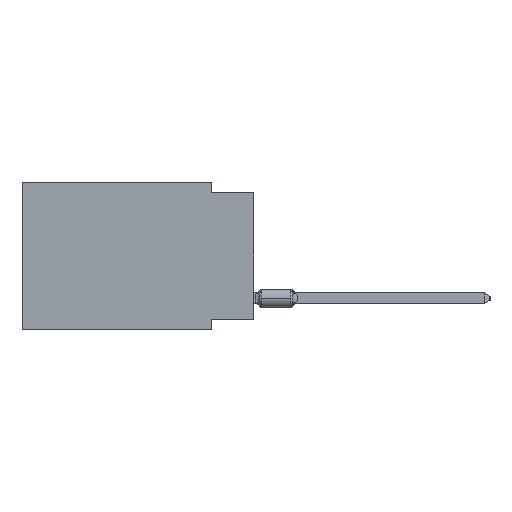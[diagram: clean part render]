
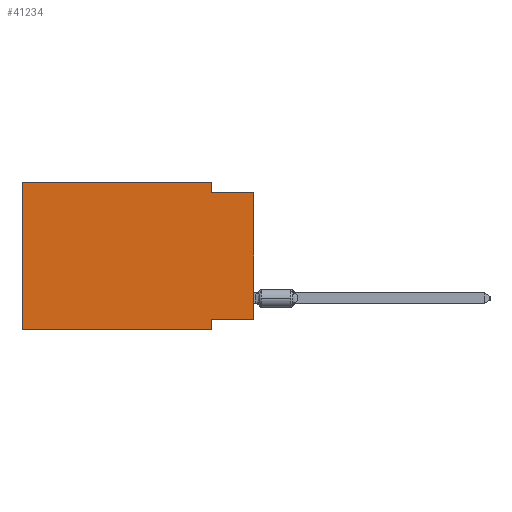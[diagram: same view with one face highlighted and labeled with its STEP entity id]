
A CAD part, left-side view. The second image highlights one B-rep face of the part: STEP entity #41234.
In plain terms, the highlighted planar face has unit normal (-1, 0, 0).
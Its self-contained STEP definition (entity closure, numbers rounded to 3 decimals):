
#599 = VERTEX_POINT ( 'NONE', #16012 ) ;
#779 = VERTEX_POINT ( 'NONE', #70693 ) ;
#2461 = CARTESIAN_POINT ( 'NONE',  ( 0., 2.54, -0.635 ) ) ;
#2964 = CARTESIAN_POINT ( 'NONE',  ( 0., 13.97, 0. ) ) ;
#5580 = ORIENTED_EDGE ( 'NONE', *, *, #64609, .F. ) ;
#5873 = LINE ( 'NONE', #28550, #55571 ) ;
#6317 = VECTOR ( 'NONE', #25659, 1000. ) ;
#6565 = LINE ( 'NONE', #31813, #69413 ) ;
#7136 = VERTEX_POINT ( 'NONE', #37502 ) ;
#8536 = DIRECTION ( 'NONE',  ( 0., 0., -1. ) ) ;
#9467 = VERTEX_POINT ( 'NONE', #2461 ) ;
#10126 = CARTESIAN_POINT ( 'NONE',  ( 0., 2.54, -8.89 ) ) ;
#11391 = LINE ( 'NONE', #39551, #66022 ) ;
#11748 = ORIENTED_EDGE ( 'NONE', *, *, #57222, .T. ) ;
#11987 = VERTEX_POINT ( 'NONE', #30816 ) ;
#13450 = VECTOR ( 'NONE', #58345, 1000. ) ;
#13674 = LINE ( 'NONE', #23654, #46154 ) ;
#13760 = LINE ( 'NONE', #47382, #13450 ) ;
#13829 = VECTOR ( 'NONE', #8536, 1000. ) ;
#15253 = CARTESIAN_POINT ( 'NONE',  ( 0., 13.97, -8.89 ) ) ;
#15977 = EDGE_CURVE ( 'NONE', #599, #9467, #11391, .T. ) ;
#16012 = CARTESIAN_POINT ( 'NONE',  ( 0., 2.54, 0. ) ) ;
#17542 = DIRECTION ( 'NONE',  ( 0., 1., 0. ) ) ;
#20498 = VERTEX_POINT ( 'NONE', #10126 ) ;
#21070 = CARTESIAN_POINT ( 'NONE',  ( 0., 13.97, -8.89 ) ) ;
#21610 = VERTEX_POINT ( 'NONE', #60899 ) ;
#21903 = DIRECTION ( 'NONE',  ( 1., 0., 0. ) ) ;
#23348 = DIRECTION ( 'NONE',  ( 0., 0., -1. ) ) ;
#23654 = CARTESIAN_POINT ( 'NONE',  ( 0., 0., -0.635 ) ) ;
#25659 = DIRECTION ( 'NONE',  ( 0., -1., 0. ) ) ;
#25758 = ORIENTED_EDGE ( 'NONE', *, *, #65295, .T. ) ;
#26226 = VERTEX_POINT ( 'NONE', #15253 ) ;
#28550 = CARTESIAN_POINT ( 'NONE',  ( 0., 13.97, 0. ) ) ;
#30589 = EDGE_CURVE ( 'NONE', #26226, #21610, #5873, .T. ) ;
#30816 = CARTESIAN_POINT ( 'NONE',  ( 0., 0., -8.255 ) ) ;
#31813 = CARTESIAN_POINT ( 'NONE',  ( 0., 0., -8.255 ) ) ;
#33241 = PLANE ( 'NONE',  #62557 ) ;
#36338 = LINE ( 'NONE', #58610, #13829 ) ;
#36989 = LINE ( 'NONE', #2964, #6317 ) ;
#37502 = CARTESIAN_POINT ( 'NONE',  ( 0., 2.54, -8.255 ) ) ;
#39551 = CARTESIAN_POINT ( 'NONE',  ( 0., 2.54, 0. ) ) ;
#40575 = ORIENTED_EDGE ( 'NONE', *, *, #52864, .F. ) ;
#41234 = ADVANCED_FACE ( 'NONE', ( #50053 ), #33241, .F. ) ;
#42760 = ORIENTED_EDGE ( 'NONE', *, *, #49679, .F. ) ;
#44648 = DIRECTION ( 'NONE',  ( 0., 0., 1. ) ) ;
#45179 = EDGE_LOOP ( 'NONE', ( #25758, #63896, #48669, #40575, #70197, #11748, #42760, #5580 ) ) ;
#46154 = VECTOR ( 'NONE', #59327, 1000. ) ;
#46511 = EDGE_CURVE ( 'NONE', #9467, #779, #13674, .T. ) ;
#47382 = CARTESIAN_POINT ( 'NONE',  ( 0., 0., 0. ) ) ;
#48669 = ORIENTED_EDGE ( 'NONE', *, *, #15977, .F. ) ;
#49679 = EDGE_CURVE ( 'NONE', #7136, #20498, #36338, .T. ) ;
#50053 = FACE_OUTER_BOUND ( 'NONE', #45179, .T. ) ;
#52864 = EDGE_CURVE ( 'NONE', #21610, #599, #36989, .T. ) ;
#53968 = DIRECTION ( 'NONE',  ( 0., -1., 0. ) ) ;
#54332 = LINE ( 'NONE', #21070, #63818 ) ;
#55571 = VECTOR ( 'NONE', #44648, 1000. ) ;
#57222 = EDGE_CURVE ( 'NONE', #26226, #20498, #54332, .T. ) ;
#58345 = DIRECTION ( 'NONE',  ( 0., 0., 1. ) ) ;
#58610 = CARTESIAN_POINT ( 'NONE',  ( 0., 2.54, -8.89 ) ) ;
#59327 = DIRECTION ( 'NONE',  ( 0., -1., 0. ) ) ;
#60899 = CARTESIAN_POINT ( 'NONE',  ( 0., 13.97, 0. ) ) ;
#61367 = CARTESIAN_POINT ( 'NONE',  ( 0., 13.97, 0. ) ) ;
#61824 = DIRECTION ( 'NONE',  ( 0., 0., -1. ) ) ;
#62557 = AXIS2_PLACEMENT_3D ( 'NONE', #61367, #21903, #23348 ) ;
#63818 = VECTOR ( 'NONE', #53968, 1000. ) ;
#63896 = ORIENTED_EDGE ( 'NONE', *, *, #46511, .F. ) ;
#64609 = EDGE_CURVE ( 'NONE', #11987, #7136, #6565, .T. ) ;
#65295 = EDGE_CURVE ( 'NONE', #11987, #779, #13760, .T. ) ;
#66022 = VECTOR ( 'NONE', #61824, 1000. ) ;
#69413 = VECTOR ( 'NONE', #17542, 1000. ) ;
#70197 = ORIENTED_EDGE ( 'NONE', *, *, #30589, .F. ) ;
#70693 = CARTESIAN_POINT ( 'NONE',  ( 0., 0., -0.635 ) ) ;
